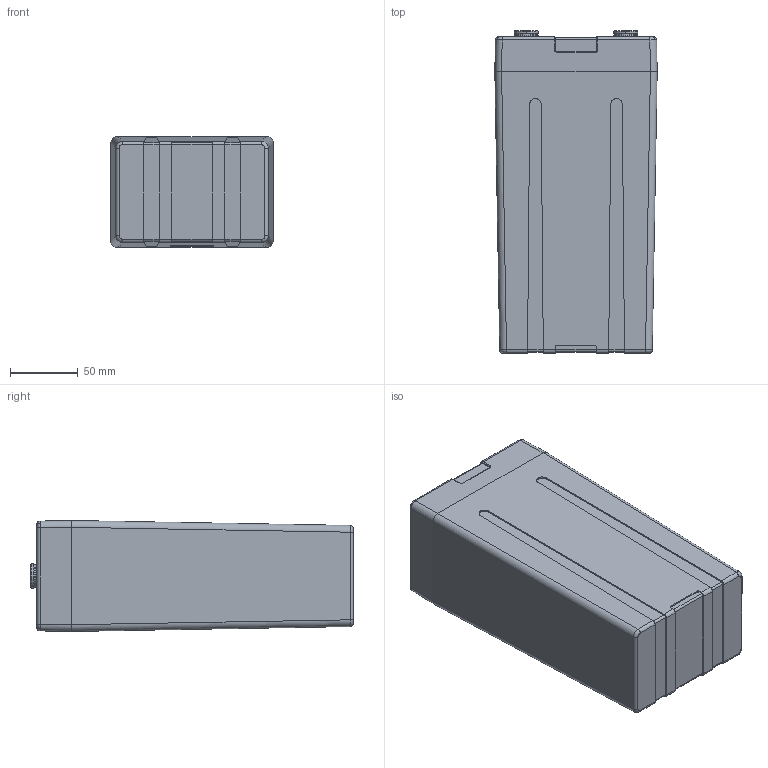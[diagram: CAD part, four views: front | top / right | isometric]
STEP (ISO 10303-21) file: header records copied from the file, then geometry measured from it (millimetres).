
FILE_DESCRIPTION (( 'STEP AP203' ), '1' );
FILE_NAME ('Andrena_20Ah_FC_ExclBracket_2023-04-25.STEP', '2023-04-25T06:44:51', ( '' ), ( '' ), 'SwSTEP 2.0', 'SolidWorks 2022', '' );
FILE_SCHEMA (( 'CONFIG_CONTROL_DESIGN' ));
Length unit declared in the file: millimetre
Products named in the file (1): Andrena_20Ah_FC_ExclBracket_2023-04-25
Bounding box: 120 x 238.51 x 82 mm (x, y, z)
Volume: 2130771.4 mm3; surface area: 110042.3 mm2
Topology: 1 solids, 1 shells, 310 faces, 813 edges, 498 vertices
Faces by surface type: cylinder 132, bspline 60, plane 54, torus 36, sphere 16, cone 12
Entity records: 14218 total; most frequent: CARTESIAN_POINT 7971, ORIENTED_EDGE 1522, DIRECTION 1037, EDGE_CURVE 761, VERTEX_POINT 466, AXIS2_PLACEMENT_3D 441, EDGE_LOOP 323, FACE_OUTER_BOUND 310
